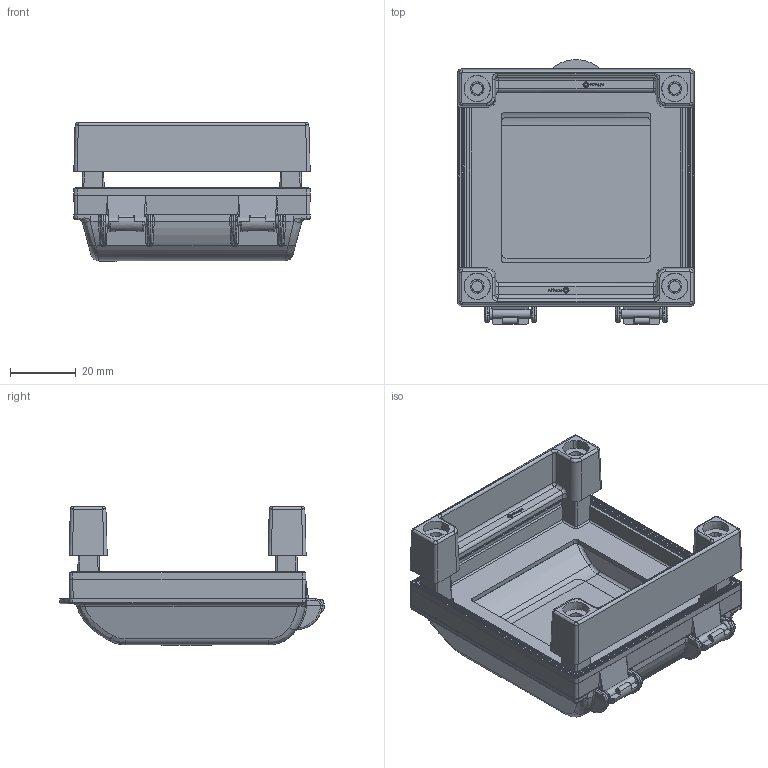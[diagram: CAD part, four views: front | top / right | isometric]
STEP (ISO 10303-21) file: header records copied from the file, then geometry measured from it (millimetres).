
FILE_DESCRIPTION(/* description */ (''),/* implementation_level */ '2;1');
FILE_NAME(/* name */ '48x48_Assieme x web 20201006_.stp',/* time_stamp */ '2020-10-06T11:47:52+02:00',/* author */ ('ut3'),/* organization */ (''),/* preprocessor_version */ 'ST-DEVELOPER v18.1',/* originating_system */ 'Autodesk Inventor 2021',/* authorisation */ '');
FILE_SCHEMA (('AUTOMOTIVE_DESIGN { 1 0 10303 214 3 1 1 }'));
Products named in the file (1): Assieme x web 20201006_Shrinkwrap_1
Bounding box: 72 x 80.61 x 42.37 mm (x, y, z)
Volume: 33087.4 mm3; surface area: 38629.2 mm2
Topology: 5 solids, 5 shells, 1305 faces, 3269 edges, 2027 vertices
Faces by surface type: plane 594, cylinder 322, bspline 289, cone 61, sphere 38, torus 1
Full cylindrical faces by diameter (mm): 2.65 x2, 3.3 x4
Entity records: 59196 total; most frequent: CARTESIAN_POINT 28332, ORIENTED_EDGE 6518, DIRECTION 5510, EDGE_CURVE 3259, VERTEX_POINT 2027, LINE 1924, VECTOR 1924, AXIS2_PLACEMENT_3D 1793
